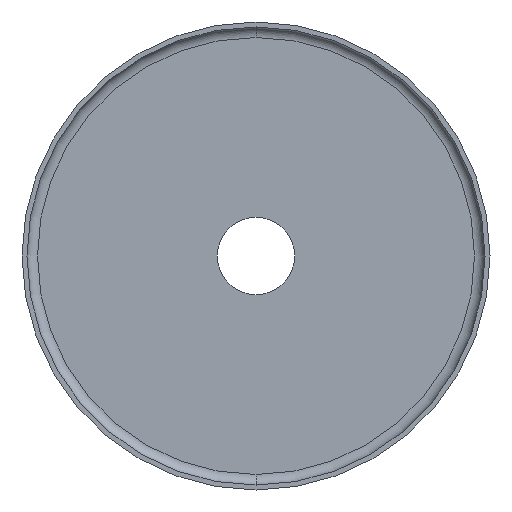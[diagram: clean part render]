
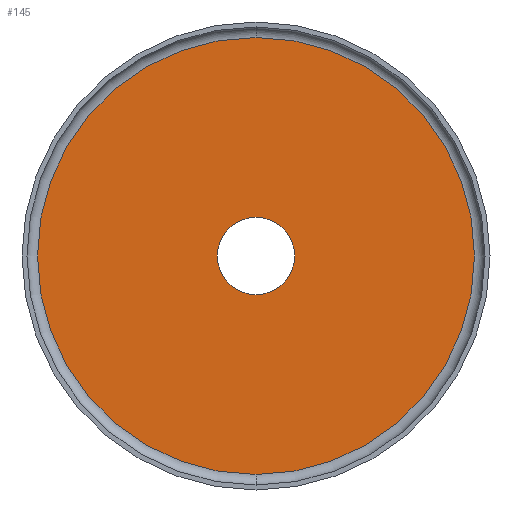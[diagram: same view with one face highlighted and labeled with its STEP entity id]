
A CAD part, front view. The second image highlights one B-rep face of the part: STEP entity #145.
In plain terms, the highlighted planar face has unit normal (0, -1, 0).
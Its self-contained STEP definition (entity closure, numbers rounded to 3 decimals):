
#10 = CARTESIAN_POINT ( 'NONE',  ( 0., -0.8, 0. ) ) ;
#20 = DIRECTION ( 'NONE',  ( 0., 1., 0. ) ) ;
#22 = DIRECTION ( 'NONE',  ( 0., 0., 1. ) ) ;
#26 = CARTESIAN_POINT ( 'NONE',  ( 0., -0.8, -6.25 ) ) ;
#41 = CIRCLE ( 'NONE', #368, 6.25 ) ;
#46 = DIRECTION ( 'NONE',  ( 0., 0., 1. ) ) ;
#62 = ORIENTED_EDGE ( 'NONE', *, *, #371, .F. ) ;
#63 = DIRECTION ( 'NONE',  ( 0., 1., 0. ) ) ;
#76 = EDGE_CURVE ( 'NONE', #333, #364, #41, .T. ) ;
#82 = FACE_OUTER_BOUND ( 'NONE', #238, .T. ) ;
#113 = CARTESIAN_POINT ( 'NONE',  ( 6.25, -0.8, 0. ) ) ;
#136 = AXIS2_PLACEMENT_3D ( 'NONE', #113, #218, #385 ) ;
#142 = CIRCLE ( 'NONE', #375, 35.3 ) ;
#143 = ORIENTED_EDGE ( 'NONE', *, *, #336, .T. ) ;
#145 = ADVANCED_FACE ( 'NONE', ( #82, #345 ), #419, .F. ) ;
#152 = DIRECTION ( 'NONE',  ( 0., 0., 1. ) ) ;
#153 = CIRCLE ( 'NONE', #428, 6.25 ) ;
#156 = CARTESIAN_POINT ( 'NONE',  ( 0., -0.8, 35.3 ) ) ;
#183 = DIRECTION ( 'NONE',  ( 0., 1., 0. ) ) ;
#197 = CARTESIAN_POINT ( 'NONE',  ( 0., -0.8, 0. ) ) ;
#199 = CIRCLE ( 'NONE', #386, 35.3 ) ;
#201 = CARTESIAN_POINT ( 'NONE',  ( 0., -0.8, -35.3 ) ) ;
#218 = DIRECTION ( 'NONE',  ( 0., 1., 0. ) ) ;
#236 = ORIENTED_EDGE ( 'NONE', *, *, #76, .T. ) ;
#238 = EDGE_LOOP ( 'NONE', ( #245, #62 ) ) ;
#245 = ORIENTED_EDGE ( 'NONE', *, *, #417, .F. ) ;
#255 = DIRECTION ( 'NONE',  ( 0., 0., 1. ) ) ;
#291 = CARTESIAN_POINT ( 'NONE',  ( 0., -0.8, 6.25 ) ) ;
#298 = DIRECTION ( 'NONE',  ( 0., 1., 0. ) ) ;
#320 = CARTESIAN_POINT ( 'NONE',  ( 0., -0.8, 0. ) ) ;
#324 = CARTESIAN_POINT ( 'NONE',  ( 0., -0.8, 0. ) ) ;
#333 = VERTEX_POINT ( 'NONE', #26 ) ;
#335 = VERTEX_POINT ( 'NONE', #201 ) ;
#336 = EDGE_CURVE ( 'NONE', #364, #333, #153, .T. ) ;
#345 = FACE_BOUND ( 'NONE', #432, .T. ) ;
#364 = VERTEX_POINT ( 'NONE', #291 ) ;
#368 = AXIS2_PLACEMENT_3D ( 'NONE', #10, #183, #46 ) ;
#371 = EDGE_CURVE ( 'NONE', #335, #377, #199, .T. ) ;
#375 = AXIS2_PLACEMENT_3D ( 'NONE', #320, #63, #22 ) ;
#377 = VERTEX_POINT ( 'NONE', #156 ) ;
#385 = DIRECTION ( 'NONE',  ( 0., 0., 1. ) ) ;
#386 = AXIS2_PLACEMENT_3D ( 'NONE', #197, #20, #152 ) ;
#417 = EDGE_CURVE ( 'NONE', #377, #335, #142, .T. ) ;
#419 = PLANE ( 'NONE',  #136 ) ;
#428 = AXIS2_PLACEMENT_3D ( 'NONE', #324, #298, #255 ) ;
#432 = EDGE_LOOP ( 'NONE', ( #143, #236 ) ) ;
